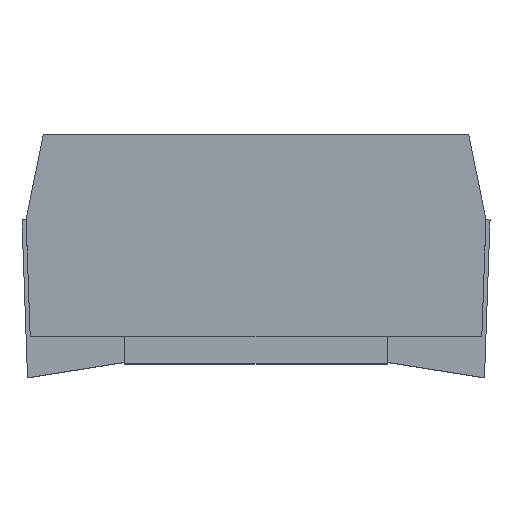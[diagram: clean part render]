
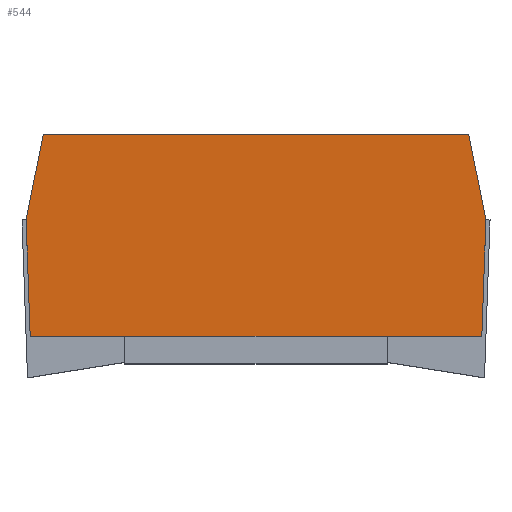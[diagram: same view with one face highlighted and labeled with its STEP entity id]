
A CAD part, top view. The second image highlights one B-rep face of the part: STEP entity #544.
In plain terms, the highlighted planar face has unit normal (0, -0.035, 0.999).
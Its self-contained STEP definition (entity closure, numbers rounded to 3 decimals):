
#134=DIRECTION('',(-0.196,-0.98,-0.034));
#135=VECTOR('',#134,1.276);
#136=CARTESIAN_POINT('',(-3.1,1.25,2.));
#137=LINE('',#136,#135);
#150=DIRECTION('',(-1.,0.,0.));
#151=VECTOR('',#150,3.82);
#152=CARTESIAN_POINT('',(1.91,-1.7,1.897));
#153=LINE('',#152,#151);
#178=DIRECTION('',(1.,0.,0.));
#179=VECTOR('',#178,1.381);
#180=CARTESIAN_POINT('',(1.91,-1.7,1.897));
#181=LINE('',#180,#179);
#214=DIRECTION('',(1.,0.,0.));
#215=VECTOR('',#214,1.381);
#216=CARTESIAN_POINT('',(-3.291,-1.7,1.897));
#217=LINE('',#216,#215);
#298=DIRECTION('',(0.035,0.999,0.035));
#299=VECTOR('',#298,1.702);
#300=CARTESIAN_POINT('',(3.291,-1.7,1.897));
#301=LINE('',#300,#299);
#350=DIRECTION('',(-0.196,0.98,0.034));
#351=VECTOR('',#350,1.276);
#352=CARTESIAN_POINT('',(3.35,0.,1.956));
#353=LINE('',#352,#351);
#370=DIRECTION('',(1.,0.,0.));
#371=VECTOR('',#370,6.2);
#372=CARTESIAN_POINT('',(-3.1,1.25,2.));
#373=LINE('',#372,#371);
#402=DIRECTION('',(0.035,-0.999,-0.035));
#403=VECTOR('',#402,1.702);
#404=CARTESIAN_POINT('',(-3.35,0.,1.956));
#405=LINE('',#404,#403);
#415=CARTESIAN_POINT('',(-3.1,1.25,2.));
#417=VERTEX_POINT('',#415);
#419=CARTESIAN_POINT('',(3.1,1.25,2.));
#421=VERTEX_POINT('',#419);
#422=CARTESIAN_POINT('',(3.35,0.,1.956));
#423=VERTEX_POINT('',#422);
#424=CARTESIAN_POINT('',(3.291,-1.7,1.897));
#425=VERTEX_POINT('',#424);
#426=CARTESIAN_POINT('',(-3.35,0.,1.956));
#427=CARTESIAN_POINT('',(-3.291,-1.7,1.897));
#428=VERTEX_POINT('',#426);
#429=VERTEX_POINT('',#427);
#469=CARTESIAN_POINT('',(1.91,-1.7,1.897));
#471=VERTEX_POINT('',#469);
#472=CARTESIAN_POINT('',(-1.91,-1.7,1.897));
#473=VERTEX_POINT('',#472);
#522=CARTESIAN_POINT('',(-3.454,1.25,2.));
#523=DIRECTION('',(0.,-0.035,0.999));
#524=DIRECTION('',(1.,0.,0.));
#525=AXIS2_PLACEMENT_3D('',#522,#523,#524);
#526=PLANE('',#525);
#528=ORIENTED_EDGE('',*,*,#527,.T.);
#530=ORIENTED_EDGE('',*,*,#529,.F.);
#532=ORIENTED_EDGE('',*,*,#531,.F.);
#533=ORIENTED_EDGE('',*,*,#507,.F.);
#535=ORIENTED_EDGE('',*,*,#534,.T.);
#537=ORIENTED_EDGE('',*,*,#536,.F.);
#539=ORIENTED_EDGE('',*,*,#538,.F.);
#541=ORIENTED_EDGE('',*,*,#540,.F.);
#542=EDGE_LOOP('',(#528,#530,#532,#533,#535,#537,#539,#541));
#543=FACE_OUTER_BOUND('',#542,.F.);
#507=EDGE_CURVE('',#417,#428,#137,.T.);
#527=EDGE_CURVE('',#471,#473,#153,.T.);
#529=EDGE_CURVE('',#429,#473,#217,.T.);
#531=EDGE_CURVE('',#428,#429,#405,.T.);
#534=EDGE_CURVE('',#417,#421,#373,.T.);
#536=EDGE_CURVE('',#423,#421,#353,.T.);
#538=EDGE_CURVE('',#425,#423,#301,.T.);
#540=EDGE_CURVE('',#471,#425,#181,.T.);
#544=ADVANCED_FACE('',(#543),#526,.T.);
